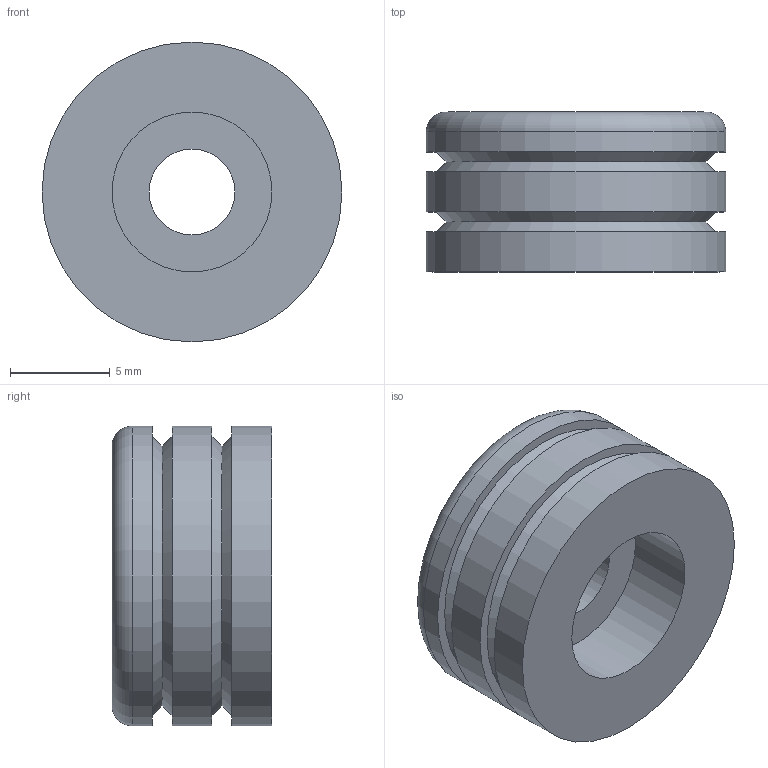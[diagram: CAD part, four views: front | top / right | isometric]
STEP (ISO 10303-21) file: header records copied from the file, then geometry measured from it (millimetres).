
FILE_DESCRIPTION(('HOOPS Exchange Step'),'2;1');
FILE_NAME('temp_export','2024-03-19T00:05:12-15:00',('mobile'),('Shapr3D Limited'),'HOOPS Exchange 2023.2','Shapr3D','Authorized');
FILE_SCHEMA( ('AUTOMOTIVE_DESIGN { 1 0 10303 214 1 1 1 1 }') );
Length unit declared in the file: millimetre
Products named in the file (1): handle-lock
Bounding box: 15 x 8 x 15 mm (x, y, z)
Volume: 1060.2 mm3; surface area: 935.7 mm2
Topology: 1 solids, 1 shells, 18 faces, 35 edges, 24 vertices
Faces by surface type: plane 7, cylinder 5, cone 5, torus 1
Full cylindrical faces by diameter (mm): 4.3 x1, 8 x1, 15 x3
Entity records: 508 total; most frequent: DIRECTION 98, CARTESIAN_POINT 78, ORIENTED_EDGE 70, AXIS2_PLACEMENT_3D 44, EDGE_CURVE 35, CIRCLE 25, EDGE_LOOP 25, FACE_BOUND 25
